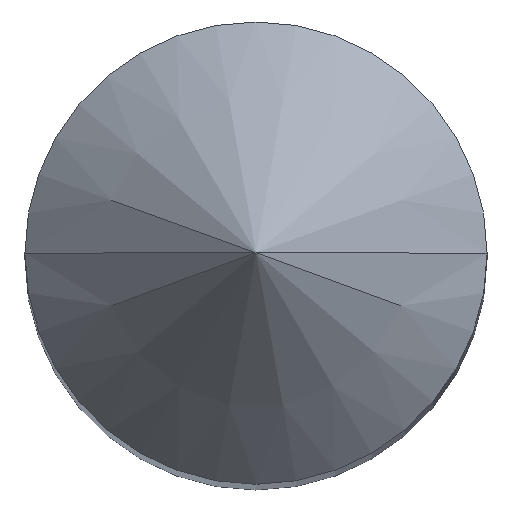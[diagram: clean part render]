
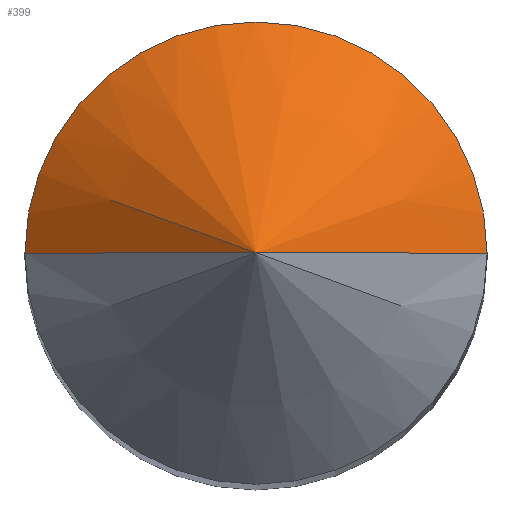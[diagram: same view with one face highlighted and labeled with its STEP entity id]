
A CAD part, top view. The second image highlights one B-rep face of the part: STEP entity #399.
In plain terms, the highlighted conical face has half-angle 45 degrees and reference radius 2 mm.
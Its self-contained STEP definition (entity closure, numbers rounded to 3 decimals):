
#19 = ORIENTED_EDGE ( 'NONE', *, *, #436, .F. ) ;
#32 = CARTESIAN_POINT ( 'NONE',  ( 0., 0., 58.4 ) ) ;
#38 = DIRECTION ( 'NONE',  ( 0., 0., -1. ) ) ;
#45 = DIRECTION ( 'NONE',  ( 0.707, 0., -0.707 ) ) ;
#80 = AXIS2_PLACEMENT_3D ( 'NONE', #327, #38, #346 ) ;
#104 = DIRECTION ( 'NONE',  ( 1., 0., 0. ) ) ;
#122 = VERTEX_POINT ( 'NONE', #302 ) ;
#125 = CARTESIAN_POINT ( 'NONE',  ( -2., 0., 58.4 ) ) ;
#142 = CARTESIAN_POINT ( 'NONE',  ( -2., 0., 58.4 ) ) ;
#160 = VERTEX_POINT ( 'NONE', #268 ) ;
#194 = AXIS2_PLACEMENT_3D ( 'NONE', #32, #379, #104 ) ;
#204 = EDGE_CURVE ( 'NONE', #122, #394, #211, .T. ) ;
#209 = ORIENTED_EDGE ( 'NONE', *, *, #226, .T. ) ;
#211 = CIRCLE ( 'NONE', #194, 2. ) ;
#220 = VECTOR ( 'NONE', #344, 1000. ) ;
#226 = EDGE_CURVE ( 'NONE', #160, #122, #263, .T. ) ;
#263 = LINE ( 'NONE', #322, #296 ) ;
#268 = CARTESIAN_POINT ( 'NONE',  ( 0., 0., 60.4 ) ) ;
#296 = VECTOR ( 'NONE', #45, 1000. ) ;
#297 = EDGE_LOOP ( 'NONE', ( #19, #209, #367 ) ) ;
#302 = CARTESIAN_POINT ( 'NONE',  ( 2., 0., 58.4 ) ) ;
#312 = CONICAL_SURFACE ( 'NONE', #80, 2., 0.785 ) ;
#322 = CARTESIAN_POINT ( 'NONE',  ( 2., 0., 58.4 ) ) ;
#327 = CARTESIAN_POINT ( 'NONE',  ( 0., 0., 58.4 ) ) ;
#337 = FACE_OUTER_BOUND ( 'NONE', #297, .T. ) ;
#344 = DIRECTION ( 'NONE',  ( -0.707, 0., -0.707 ) ) ;
#346 = DIRECTION ( 'NONE',  ( -1., 0., 0. ) ) ;
#367 = ORIENTED_EDGE ( 'NONE', *, *, #204, .T. ) ;
#379 = DIRECTION ( 'NONE',  ( 0., 0., 1. ) ) ;
#394 = VERTEX_POINT ( 'NONE', #125 ) ;
#399 = ADVANCED_FACE ( 'NONE', ( #337 ), #312, .T. ) ;
#404 = LINE ( 'NONE', #142, #220 ) ;
#436 = EDGE_CURVE ( 'NONE', #160, #394, #404, .T. ) ;
